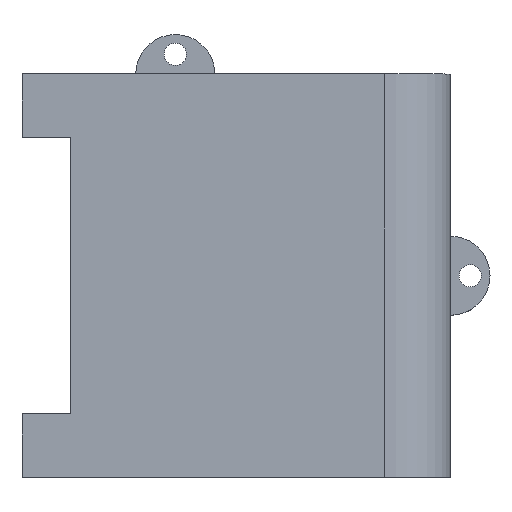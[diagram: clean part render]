
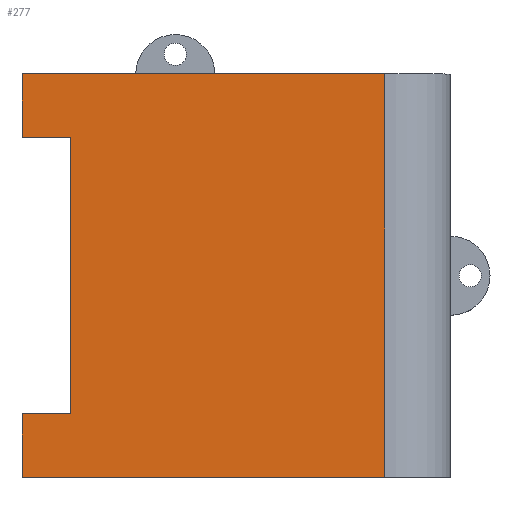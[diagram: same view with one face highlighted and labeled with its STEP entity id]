
A CAD part, top view. The second image highlights one B-rep face of the part: STEP entity #277.
In plain terms, the highlighted planar face has unit normal (0, 0, 1).
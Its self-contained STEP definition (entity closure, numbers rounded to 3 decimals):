
#25 = LINE ( 'NONE', #687, #801 ) ;
#40 = DIRECTION ( 'NONE',  ( 0., -1., 0. ) ) ;
#59 = EDGE_CURVE ( 'NONE', #230, #732, #25, .T. ) ;
#62 = VERTEX_POINT ( 'NONE', #280 ) ;
#71 = EDGE_CURVE ( 'NONE', #257, #182, #744, .T. ) ;
#80 = ORIENTED_EDGE ( 'NONE', *, *, #528, .T. ) ;
#124 = VECTOR ( 'NONE', #588, 1000. ) ;
#133 = CARTESIAN_POINT ( 'NONE',  ( 68.5, 44.245, 23. ) ) ;
#143 = CARTESIAN_POINT ( 'NONE',  ( 61.077, 34.661, 23. ) ) ;
#177 = EDGE_CURVE ( 'NONE', #432, #62, #356, .T. ) ;
#182 = VERTEX_POINT ( 'NONE', #841 ) ;
#190 = EDGE_LOOP ( 'NONE', ( #777, #246, #238, #316, #770, #80, #992, #444 ) ) ;
#198 = CARTESIAN_POINT ( 'NONE',  ( 126.077, 95.828, 23. ) ) ;
#216 = CARTESIAN_POINT ( 'NONE',  ( -771.507, -77.629, 23. ) ) ;
#230 = VERTEX_POINT ( 'NONE', #143 ) ;
#231 = DIRECTION ( 'NONE',  ( 0., -1., 0. ) ) ;
#238 = ORIENTED_EDGE ( 'NONE', *, *, #59, .T. ) ;
#246 = ORIENTED_EDGE ( 'NONE', *, *, #805, .T. ) ;
#255 = CARTESIAN_POINT ( 'NONE',  ( 116.077, 95.828, 23. ) ) ;
#257 = VERTEX_POINT ( 'NONE', #133 ) ;
#263 = CARTESIAN_POINT ( 'NONE',  ( 61.077, 95.828, 23. ) ) ;
#265 = VERTEX_POINT ( 'NONE', #538 ) ;
#277 = ADVANCED_FACE ( 'NONE', ( #299 ), #550, .T. ) ;
#280 = CARTESIAN_POINT ( 'NONE',  ( 61.077, 95.828, 23. ) ) ;
#286 = DIRECTION ( 'NONE',  ( 1., 0., 0. ) ) ;
#299 = FACE_OUTER_BOUND ( 'NONE', #190, .T. ) ;
#301 = EDGE_CURVE ( 'NONE', #963, #257, #700, .T. ) ;
#302 = VECTOR ( 'NONE', #231, 1000. ) ;
#316 = ORIENTED_EDGE ( 'NONE', *, *, #562, .T. ) ;
#319 = VECTOR ( 'NONE', #40, 1000. ) ;
#356 = LINE ( 'NONE', #198, #124 ) ;
#403 = AXIS2_PLACEMENT_3D ( 'NONE', #216, #862, #532 ) ;
#413 = CARTESIAN_POINT ( 'NONE',  ( 61.077, 95.828, 23. ) ) ;
#432 = VERTEX_POINT ( 'NONE', #255 ) ;
#444 = ORIENTED_EDGE ( 'NONE', *, *, #71, .F. ) ;
#475 = LINE ( 'NONE', #413, #302 ) ;
#508 = LINE ( 'NONE', #929, #937 ) ;
#515 = CARTESIAN_POINT ( 'NONE',  ( 68.5, 86.245, 23. ) ) ;
#528 = EDGE_CURVE ( 'NONE', #62, #265, #999, .T. ) ;
#532 = DIRECTION ( 'NONE',  ( 1., 0., 0. ) ) ;
#538 = CARTESIAN_POINT ( 'NONE',  ( 61.077, 86.245, 23. ) ) ;
#550 = PLANE ( 'NONE',  #403 ) ;
#555 = VECTOR ( 'NONE', #930, 1000. ) ;
#562 = EDGE_CURVE ( 'NONE', #732, #432, #508, .T. ) ;
#575 = CARTESIAN_POINT ( 'NONE',  ( 61.077, 44.245, 23. ) ) ;
#584 = DIRECTION ( 'NONE',  ( 1., 0., 0. ) ) ;
#588 = DIRECTION ( 'NONE',  ( -1., 0., 0. ) ) ;
#600 = CARTESIAN_POINT ( 'NONE',  ( 68.5, 44.245, 23. ) ) ;
#687 = CARTESIAN_POINT ( 'NONE',  ( 126.077, 34.661, 23. ) ) ;
#700 = LINE ( 'NONE', #866, #870 ) ;
#717 = VECTOR ( 'NONE', #742, 1000. ) ;
#732 = VERTEX_POINT ( 'NONE', #865 ) ;
#742 = DIRECTION ( 'NONE',  ( -1., 0., 0. ) ) ;
#744 = LINE ( 'NONE', #600, #555 ) ;
#770 = ORIENTED_EDGE ( 'NONE', *, *, #177, .T. ) ;
#777 = ORIENTED_EDGE ( 'NONE', *, *, #301, .F. ) ;
#801 = VECTOR ( 'NONE', #584, 1000. ) ;
#805 = EDGE_CURVE ( 'NONE', #963, #230, #475, .T. ) ;
#832 = LINE ( 'NONE', #515, #717 ) ;
#841 = CARTESIAN_POINT ( 'NONE',  ( 68.5, 86.245, 23. ) ) ;
#862 = DIRECTION ( 'NONE',  ( 0., 0., 1. ) ) ;
#865 = CARTESIAN_POINT ( 'NONE',  ( 116.077, 34.661, 23. ) ) ;
#866 = CARTESIAN_POINT ( 'NONE',  ( 12.5, 44.245, 23. ) ) ;
#870 = VECTOR ( 'NONE', #286, 1000. ) ;
#912 = EDGE_CURVE ( 'NONE', #182, #265, #832, .T. ) ;
#929 = CARTESIAN_POINT ( 'NONE',  ( 116.077, 95.828, 23. ) ) ;
#930 = DIRECTION ( 'NONE',  ( 0., 1., 0. ) ) ;
#937 = VECTOR ( 'NONE', #994, 1000. ) ;
#963 = VERTEX_POINT ( 'NONE', #575 ) ;
#992 = ORIENTED_EDGE ( 'NONE', *, *, #912, .F. ) ;
#994 = DIRECTION ( 'NONE',  ( 0., 1., 0. ) ) ;
#999 = LINE ( 'NONE', #263, #319 ) ;
